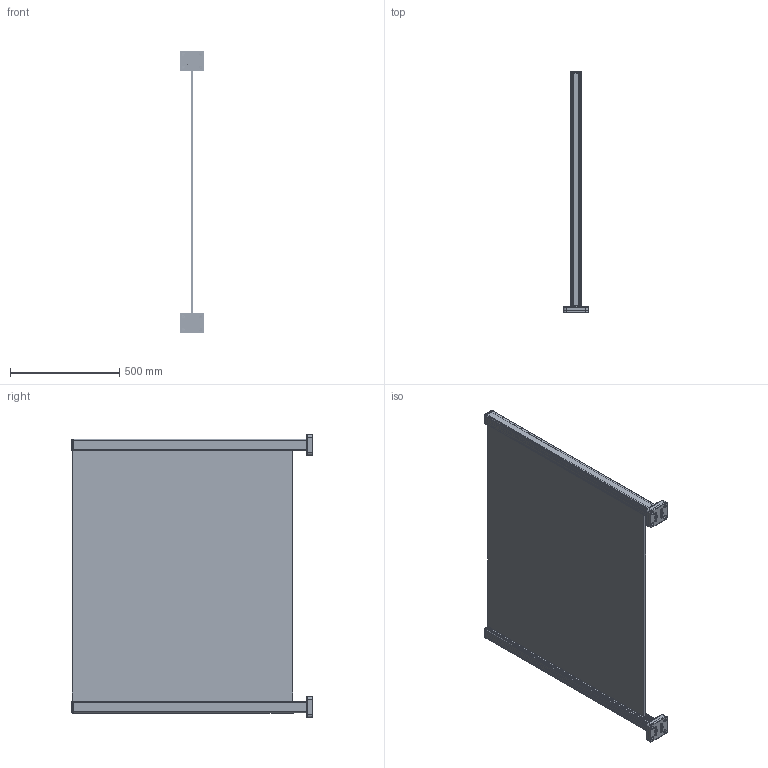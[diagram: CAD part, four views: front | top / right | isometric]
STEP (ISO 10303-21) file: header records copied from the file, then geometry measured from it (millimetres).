
FILE_DESCRIPTION (( 'STEP AP203' ), '1' );
FILE_NAME ('685BCES.STEP', '2024-06-13T09:38:37', ( '' ), ( '' ), 'SwSTEP 2.0', 'SolidWorks 2023', '' );
FILE_SCHEMA (( 'CONFIG_CONTROL_DESIGN' ));
Length unit declared in the file: millimetre
Products named in the file (16): 680520850; 68PP01; 6805ECES50; 680579 Part7; ST4.8x60; 685BCES; 6805791S50_with top infill and plastic packer and cap; Part1^685BCES_Single Panel; 680579 Part3_1010mm long; 6805791S50 Part1; 680520750; 680579 Part2_1010mm long; 6805ECMS50; hexagon head tapping screws with collar gb_GB_SQUARE_AND_HEXAGON_TYPE136 ST6.3X50 C-S; 6805792S50 Part1; 6805792S50_cap, no top infill
Assembly tree (35 placements, depth 3):
  685BCES
    6805791S50_with top infill and plastic packer and cap
      680520750
      680579 Part7
      68PP01
      680579 Part2_1010mm long
      680579 Part3_1010mm long
      680520850
      ST4.8x60  x4
      hexagon head tapping screws with collar gb_GB_SQUARE_AND_HEXAGON_TYPE136 ST6.3X50 C-S  x2
      6805791S50 Part1
      6805ECES50
    6805792S50_cap, no top infill
      680520750
      6805792S50 Part1
      680579 Part7  x2
      68PP01  x2
      680579 Part3_1010mm long  x2
      680579 Part2_1010mm long  x2
      680520850
      ST4.8x60  x4
      hexagon head tapping screws with collar gb_GB_SQUARE_AND_HEXAGON_TYPE136 ST6.3X50 C-S  x2
      6805ECMS50
    Part1^685BCES_Single Panel
Bounding box: 114 x 1104.83 x 1294 mm (x, y, z)
Volume: 14251752 mm3; surface area: 4139855.5 mm2
Topology: 33 solids, 33 shells, 4174 faces, 9884 edges, 5734 vertices
Faces by surface type: cylinder 1799, cone 1276, plane 831, bspline 268
Entity records: 55113 total; most frequent: CARTESIAN_POINT 18817, DIRECTION 7426, ORIENTED_EDGE 7116, EDGE_CURVE 3558, AXIS2_PLACEMENT_3D 2767, VERTEX_POINT 2159, VECTOR 1892, LINE 1892
